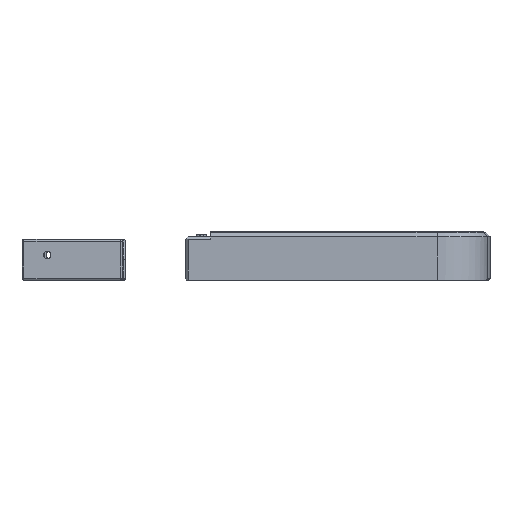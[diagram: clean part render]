
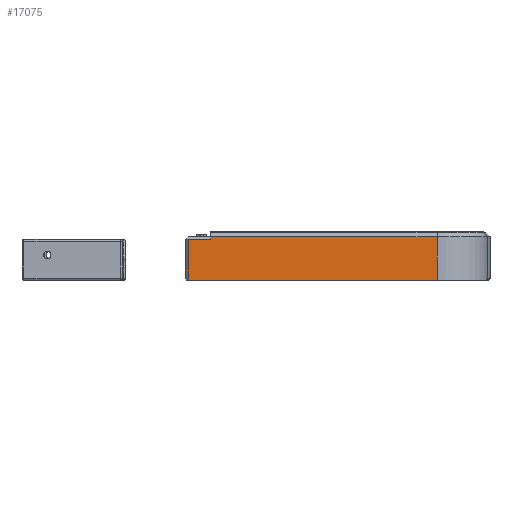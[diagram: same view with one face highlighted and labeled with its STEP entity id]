
A CAD part, left-side view. The second image highlights one B-rep face of the part: STEP entity #17075.
In plain terms, the highlighted planar face has unit normal (-1, 0, 0).
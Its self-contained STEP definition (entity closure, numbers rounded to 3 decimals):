
#960=PLANE('',#18436);
#1798=FACE_OUTER_BOUND('',#2775,.T.);
#2775=EDGE_LOOP('',(#15628,#15629,#15630,#15631,#15632,#15633));
#4465=LINE('',#27376,#6436);
#4735=LINE('',#28311,#6706);
#4740=LINE('',#28321,#6711);
#4742=LINE('',#28324,#6713);
#4743=LINE('',#28326,#6714);
#4744=LINE('',#28327,#6715);
#6436=VECTOR('',#21967,10.);
#6706=VECTOR('',#22745,10.);
#6711=VECTOR('',#22752,10.);
#6713=VECTOR('',#22756,10.);
#6714=VECTOR('',#22757,10.);
#6715=VECTOR('',#22758,10.);
#8525=VERTEX_POINT('',#27374);
#8526=VERTEX_POINT('',#27375);
#8788=VERTEX_POINT('',#28308);
#8789=VERTEX_POINT('',#28310);
#8793=VERTEX_POINT('',#28319);
#8794=VERTEX_POINT('',#28325);
#10722=EDGE_CURVE('',#8525,#8526,#4465,.T.);
#11139=EDGE_CURVE('',#8788,#8789,#4735,.T.);
#11144=EDGE_CURVE('',#8793,#8788,#4740,.T.);
#11146=EDGE_CURVE('',#8525,#8793,#4742,.T.);
#11147=EDGE_CURVE('',#8794,#8526,#4743,.T.);
#11148=EDGE_CURVE('',#8794,#8789,#4744,.T.);
#15628=ORIENTED_EDGE('',*,*,#11139,.F.);
#15629=ORIENTED_EDGE('',*,*,#11144,.F.);
#15630=ORIENTED_EDGE('',*,*,#11146,.F.);
#15631=ORIENTED_EDGE('',*,*,#10722,.T.);
#15632=ORIENTED_EDGE('',*,*,#11147,.F.);
#15633=ORIENTED_EDGE('',*,*,#11148,.T.);
#17075=ADVANCED_FACE('',(#1798),#960,.T.);
#18436=AXIS2_PLACEMENT_3D('',#28323,#22754,#22755);
#21967=DIRECTION('',(0.,-1.,0.));
#22745=DIRECTION('',(0.,0.,1.));
#22752=DIRECTION('',(0.,-1.,0.));
#22754=DIRECTION('center_axis',(-1.,0.,0.));
#22755=DIRECTION('ref_axis',(0.,0.,1.));
#22756=DIRECTION('',(0.,0.,1.));
#22757=DIRECTION('',(0.,0.,-1.));
#22758=DIRECTION('',(0.,1.,0.));
#27374=CARTESIAN_POINT('',(-287.,69.,-1.95));
#27375=CARTESIAN_POINT('',(-287.,-30.,-1.95));
#27376=CARTESIAN_POINT('',(-287.,10.,-1.95));
#28308=CARTESIAN_POINT('',(-287.,60.,14.3));
#28310=CARTESIAN_POINT('',(-287.,60.,15.3));
#28311=CARTESIAN_POINT('',(-287.,60.,11.988));
#28319=CARTESIAN_POINT('',(-287.,69.,14.3));
#28321=CARTESIAN_POINT('',(-287.,35.,14.3));
#28323=CARTESIAN_POINT('Origin',(-287.,10.,7.675));
#28324=CARTESIAN_POINT('',(-287.,69.,3.838));
#28325=CARTESIAN_POINT('',(-287.,-30.,15.3));
#28326=CARTESIAN_POINT('',(-287.,-30.,3.838));
#28327=CARTESIAN_POINT('',(-287.,35.,15.3));
